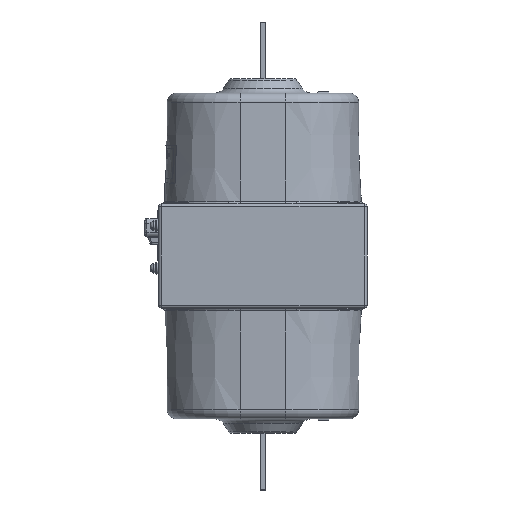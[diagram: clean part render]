
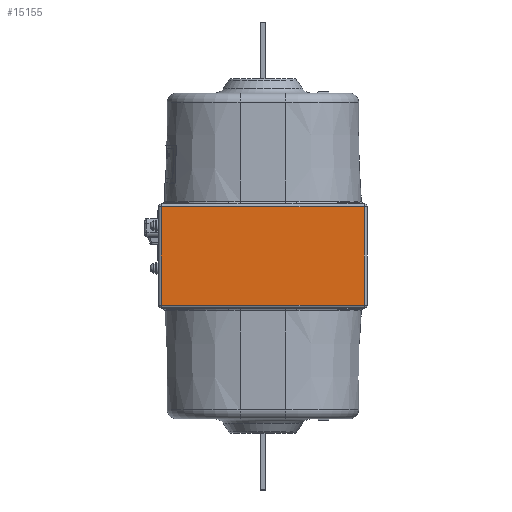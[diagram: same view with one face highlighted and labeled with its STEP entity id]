
A CAD part, front view. The second image highlights one B-rep face of the part: STEP entity #15155.
In plain terms, the highlighted planar face has unit normal (0, -1, 0).
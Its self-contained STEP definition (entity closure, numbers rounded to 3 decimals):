
#586 = ORIENTED_EDGE ( 'NONE', *, *, #48662, .T. ) ;
#587 = ORIENTED_EDGE ( 'NONE', *, *, #48632, .T. ) ;
#15155 = ADVANCED_FACE ( 'NONE', ( #31873 ), #40802, .T. ) ;
#22170 = EDGE_LOOP ( 'NONE', ( #24399, #586, #24444, #587 ) ) ;
#24399 = ORIENTED_EDGE ( 'NONE', *, *, #48629, .T. ) ;
#24444 = ORIENTED_EDGE ( 'NONE', *, *, #48654, .T. ) ;
#28976 = AXIS2_PLACEMENT_3D ( 'NONE', #40765, #40794, #40809 ) ;
#31873 = FACE_OUTER_BOUND ( 'NONE', #22170, .T. ) ;
#35150 = LINE ( 'NONE', #45973, #35159 ) ;
#35159 = VECTOR ( 'NONE', #44642, 1000. ) ;
#35160 = VECTOR ( 'NONE', #44629, 1000. ) ;
#35165 = LINE ( 'NONE', #45959, #35160 ) ;
#35197 = VECTOR ( 'NONE', #44705, 1000. ) ;
#35199 = LINE ( 'NONE', #44667, #35197 ) ;
#35205 = VECTOR ( 'NONE', #44737, 1000. ) ;
#35223 = LINE ( 'NONE', #44731, #35205 ) ;
#40765 = CARTESIAN_POINT ( 'NONE',  ( -81., -85., -80. ) ) ;
#40794 = DIRECTION ( 'NONE',  ( 0., -1., 0. ) ) ;
#40802 = PLANE ( 'NONE',  #28976 ) ;
#40809 = DIRECTION ( 'NONE',  ( 1., 0., 0. ) ) ;
#41131 = VERTEX_POINT ( 'NONE', #53635 ) ;
#41171 = VERTEX_POINT ( 'NONE', #53923 ) ;
#41196 = VERTEX_POINT ( 'NONE', #53877 ) ;
#41199 = VERTEX_POINT ( 'NONE', #53886 ) ;
#44629 = DIRECTION ( 'NONE',  ( -1., 0., 0. ) ) ;
#44642 = DIRECTION ( 'NONE',  ( 0., 0., -1. ) ) ;
#44667 = CARTESIAN_POINT ( 'NONE',  ( 136., -85., -80. ) ) ;
#44705 = DIRECTION ( 'NONE',  ( 0., 0., 1. ) ) ;
#44731 = CARTESIAN_POINT ( 'NONE',  ( 139., -85., -77. ) ) ;
#44737 = DIRECTION ( 'NONE',  ( 1., 0., 0. ) ) ;
#45959 = CARTESIAN_POINT ( 'NONE',  ( -81., -85., 27. ) ) ;
#45973 = CARTESIAN_POINT ( 'NONE',  ( -78., -85., -80. ) ) ;
#48629 = EDGE_CURVE ( 'NONE', #41131, #41196, #35150, .T. ) ;
#48632 = EDGE_CURVE ( 'NONE', #41199, #41131, #35165, .T. ) ;
#48654 = EDGE_CURVE ( 'NONE', #41171, #41199, #35199, .T. ) ;
#48662 = EDGE_CURVE ( 'NONE', #41196, #41171, #35223, .T. ) ;
#53635 = CARTESIAN_POINT ( 'NONE',  ( -78., -85., 27. ) ) ;
#53877 = CARTESIAN_POINT ( 'NONE',  ( -78., -85., -77. ) ) ;
#53886 = CARTESIAN_POINT ( 'NONE',  ( 136., -85., 27. ) ) ;
#53923 = CARTESIAN_POINT ( 'NONE',  ( 136., -85., -77. ) ) ;
